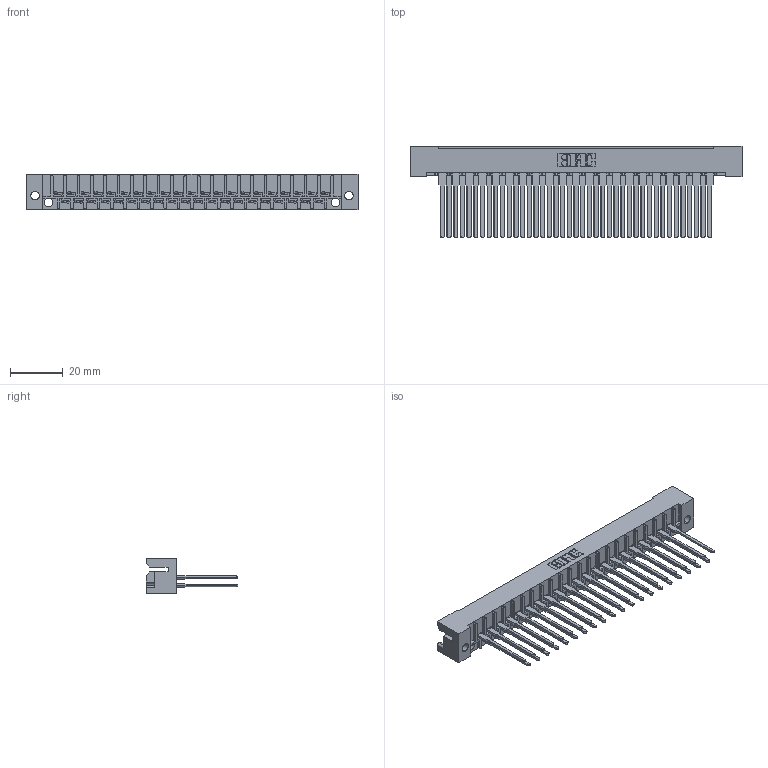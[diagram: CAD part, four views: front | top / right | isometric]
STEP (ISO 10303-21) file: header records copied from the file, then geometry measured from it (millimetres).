
FILE_DESCRIPTION (( 'STEP AP203' ), '1' );
FILE_NAME ('424-047-542-112.STEP', '2019-11-27T21:04:36', ( '' ), ( '' ), 'SwSTEP 2.0', 'SolidWorks 2016', '' );
FILE_SCHEMA (( 'CONFIG_CONTROL_DESIGN' ));
Length unit declared in the file: inch
Products named in the file (3): 424-047-542-112; 408-290-001_408-290-142; 424 Part_041
Assembly tree (42 placements, depth 2):
  424-047-542-112
    424 Part_041
    408-290-001_408-290-142  x41
Bounding box: 126.24 x 34.72 x 13.49 mm (x, y, z)
Volume: 14758.3 mm3; surface area: 21040.3 mm2
Topology: 42 solids, 42 shells, 2318 faces, 6364 edges, 4132 vertices
Faces by surface type: plane 1729, cylinder 425, bspline 164
Entity records: 30825 total; most frequent: CARTESIAN_POINT 5315, ORIENTED_EDGE 5208, DIRECTION 4728, EDGE_CURVE 2604, VECTOR 2310, LINE 2310, VERTEX_POINT 1732, AXIS2_PLACEMENT_3D 1209
